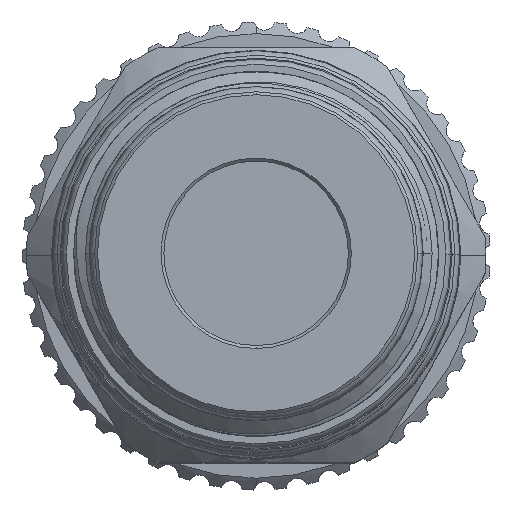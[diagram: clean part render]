
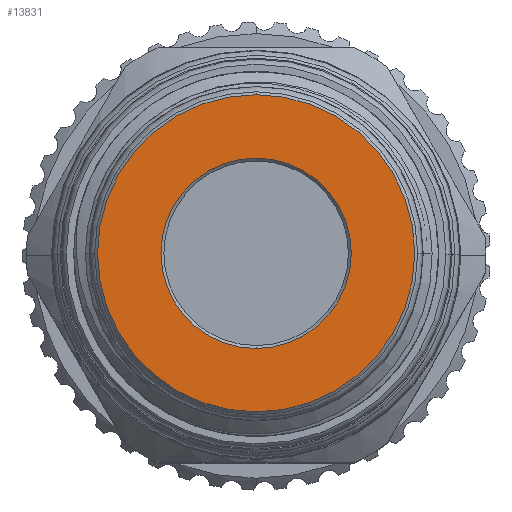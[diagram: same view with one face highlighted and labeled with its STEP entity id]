
A CAD part, top view. The second image highlights one B-rep face of the part: STEP entity #13831.
In plain terms, the highlighted planar face has unit normal (0, 0, 1).
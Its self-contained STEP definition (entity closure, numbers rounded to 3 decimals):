
#1329 = DIRECTION ( 'NONE',  ( 0., 0., -1. ) ) ;
#1732 = FACE_BOUND ( 'NONE', #16358, .T. ) ;
#2132 = DIRECTION ( 'NONE',  ( 0., 0., -1. ) ) ;
#2308 = CARTESIAN_POINT ( 'NONE',  ( 0., -6.55, 19.06 ) ) ;
#3318 = ORIENTED_EDGE ( 'NONE', *, *, #33095, .F. ) ;
#4254 = ORIENTED_EDGE ( 'NONE', *, *, #9029, .T. ) ;
#4869 = DIRECTION ( 'NONE',  ( 0., 1., 0. ) ) ;
#5311 = CIRCLE ( 'NONE', #31604, 10.915 ) ;
#7642 = PLANE ( 'NONE',  #16873 ) ;
#7752 = AXIS2_PLACEMENT_3D ( 'NONE', #32808, #24410, #32554 ) ;
#7768 = CARTESIAN_POINT ( 'NONE',  ( 0., 0., 19.06 ) ) ;
#8909 = CARTESIAN_POINT ( 'NONE',  ( 0., 0., 19.06 ) ) ;
#9029 = EDGE_CURVE ( 'NONE', #19895, #32372, #14889, .T. ) ;
#9095 = FACE_OUTER_BOUND ( 'NONE', #26200, .T. ) ;
#9437 = CARTESIAN_POINT ( 'NONE',  ( 0., 0., 19.06 ) ) ;
#10346 = AXIS2_PLACEMENT_3D ( 'NONE', #9437, #1329, #29141 ) ;
#10833 = VERTEX_POINT ( 'NONE', #23460 ) ;
#11820 = ORIENTED_EDGE ( 'NONE', *, *, #31900, .T. ) ;
#12170 = EDGE_CURVE ( 'NONE', #25288, #10833, #5311, .T. ) ;
#13831 = ADVANCED_FACE ( 'NONE', ( #1732, #9095 ), #7642, .T. ) ;
#14352 = CARTESIAN_POINT ( 'NONE',  ( 0., 10.915, 19.06 ) ) ;
#14889 = CIRCLE ( 'NONE', #10346, 6.55 ) ;
#16358 = EDGE_LOOP ( 'NONE', ( #11820, #4254 ) ) ;
#16873 = AXIS2_PLACEMENT_3D ( 'NONE', #7768, #27202, #4869 ) ;
#17532 = DIRECTION ( 'NONE',  ( 0., -1., 0. ) ) ;
#19239 = CARTESIAN_POINT ( 'NONE',  ( 0., 0., 19.06 ) ) ;
#19895 = VERTEX_POINT ( 'NONE', #2308 ) ;
#21803 = DIRECTION ( 'NONE',  ( 0., -1., 0. ) ) ;
#23460 = CARTESIAN_POINT ( 'NONE',  ( 0., -10.915, 19.06 ) ) ;
#23551 = AXIS2_PLACEMENT_3D ( 'NONE', #19239, #2132, #21803 ) ;
#24410 = DIRECTION ( 'NONE',  ( 0., 0., -1. ) ) ;
#25288 = VERTEX_POINT ( 'NONE', #14352 ) ;
#26200 = EDGE_LOOP ( 'NONE', ( #3318, #29795 ) ) ;
#26384 = CARTESIAN_POINT ( 'NONE',  ( 0., 6.55, 19.06 ) ) ;
#27202 = DIRECTION ( 'NONE',  ( 0., 0., 1. ) ) ;
#28368 = DIRECTION ( 'NONE',  ( 0., 0., -1. ) ) ;
#29141 = DIRECTION ( 'NONE',  ( 0., -1., 0. ) ) ;
#29795 = ORIENTED_EDGE ( 'NONE', *, *, #12170, .F. ) ;
#31604 = AXIS2_PLACEMENT_3D ( 'NONE', #8909, #28368, #17532 ) ;
#31900 = EDGE_CURVE ( 'NONE', #32372, #19895, #34702, .T. ) ;
#32372 = VERTEX_POINT ( 'NONE', #26384 ) ;
#32554 = DIRECTION ( 'NONE',  ( 0., -1., 0. ) ) ;
#32808 = CARTESIAN_POINT ( 'NONE',  ( 0., 0., 19.06 ) ) ;
#33095 = EDGE_CURVE ( 'NONE', #10833, #25288, #33377, .T. ) ;
#33377 = CIRCLE ( 'NONE', #7752, 10.915 ) ;
#34702 = CIRCLE ( 'NONE', #23551, 6.55 ) ;
